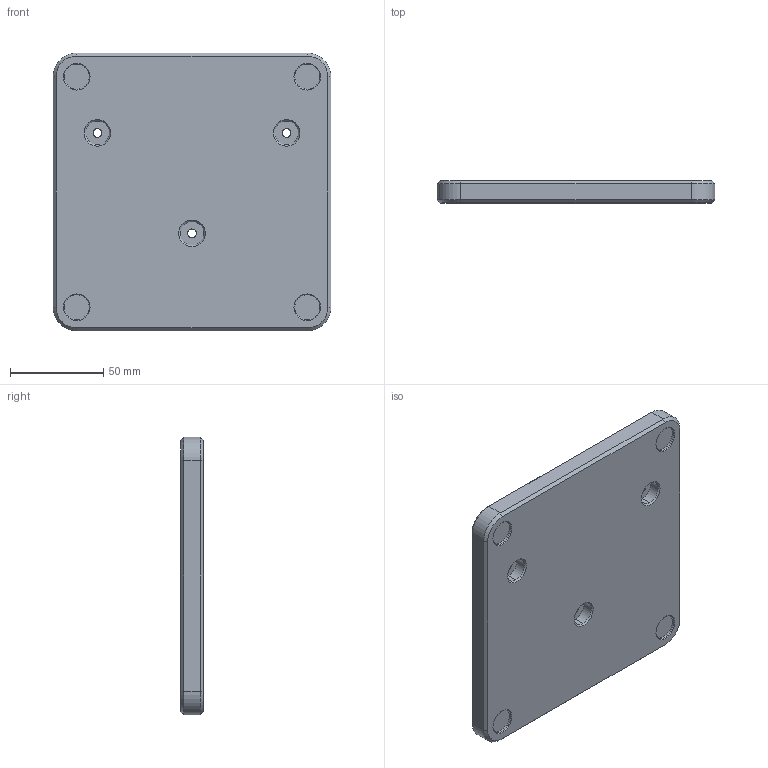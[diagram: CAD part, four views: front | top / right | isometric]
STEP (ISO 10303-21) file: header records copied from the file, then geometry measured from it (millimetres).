
FILE_DESCRIPTION (( 'STEP AP214' ), '1' );
FILE_NAME ('Base.STEP', '2025-02-13T02:21:44', ( '' ), ( '' ), 'SwSTEP 2.0', 'SolidWorks 2024', '' );
FILE_SCHEMA (( 'AUTOMOTIVE_DESIGN' ));
Length unit declared in the file: inch
Products named in the file (1): Base
Bounding box: 149.22 x 11.91 x 149.22 mm (x, y, z)
Volume: 247139.6 mm3; surface area: 52092.6 mm2
Topology: 1 solids, 1 shells, 76 faces, 164 edges, 98 vertices
Faces by surface type: cylinder 26, cone 24, plane 24, torus 2
Entity records: 2095 total; most frequent: DIRECTION 398, CARTESIAN_POINT 339, ORIENTED_EDGE 328, EDGE_CURVE 164, AXIS2_PLACEMENT_3D 157, VERTEX_POINT 98, EDGE_LOOP 90, LINE 84
